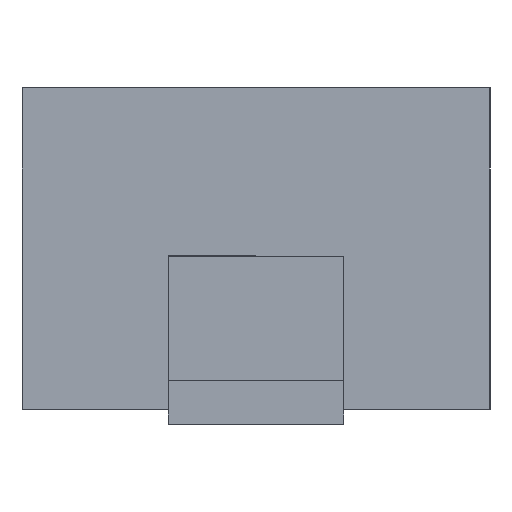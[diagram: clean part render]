
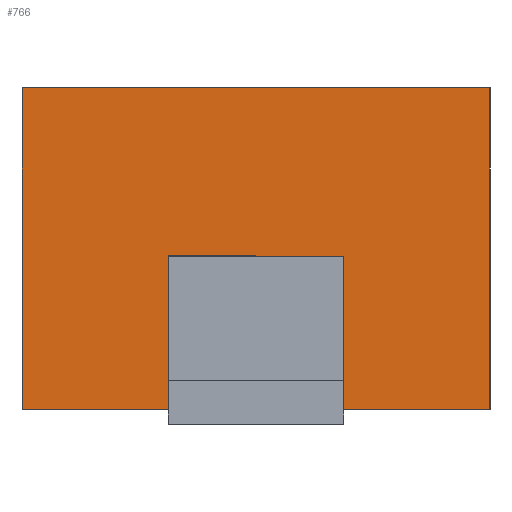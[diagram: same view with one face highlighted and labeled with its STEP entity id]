
A CAD part, left-side view. The second image highlights one B-rep face of the part: STEP entity #766.
In plain terms, the highlighted planar face has unit normal (-1, 0, 0).
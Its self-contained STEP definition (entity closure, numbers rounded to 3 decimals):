
#6 = CARTESIAN_POINT ( 'NONE',  ( -1.35, -0.3, 0.6 ) ) ;
#7 = DIRECTION ( 'NONE',  ( 0., -1., 0. ) ) ;
#8 = ORIENTED_EDGE ( 'NONE', *, *, #326, .F. ) ;
#12 = VECTOR ( 'NONE', #415, 1000. ) ;
#32 = CARTESIAN_POINT ( 'NONE',  ( -1.35, 0., 0.05 ) ) ;
#45 = ORIENTED_EDGE ( 'NONE', *, *, #645, .F. ) ;
#47 = DIRECTION ( 'NONE',  ( 0., -1., 0. ) ) ;
#53 = ORIENTED_EDGE ( 'NONE', *, *, #649, .T. ) ;
#76 = CARTESIAN_POINT ( 'NONE',  ( -1.35, 0.8, 0.6 ) ) ;
#93 = LINE ( 'NONE', #32, #449 ) ;
#100 = CARTESIAN_POINT ( 'NONE',  ( -1.35, -0.8, 0.6 ) ) ;
#107 = VECTOR ( 'NONE', #527, 1000. ) ;
#109 = EDGE_CURVE ( 'NONE', #260, #489, #621, .T. ) ;
#114 = CARTESIAN_POINT ( 'NONE',  ( -1.35, 0.3, 0.425 ) ) ;
#132 = CARTESIAN_POINT ( 'NONE',  ( -1.35, 0., 1.15 ) ) ;
#142 = EDGE_CURVE ( 'NONE', #268, #563, #93, .T. ) ;
#144 = LINE ( 'NONE', #796, #613 ) ;
#151 = VERTEX_POINT ( 'NONE', #114 ) ;
#162 = FACE_OUTER_BOUND ( 'NONE', #823, .T. ) ;
#164 = ORIENTED_EDGE ( 'NONE', *, *, #716, .F. ) ;
#202 = LINE ( 'NONE', #6, #215 ) ;
#213 = DIRECTION ( 'NONE',  ( 0., 0., 1. ) ) ;
#215 = VECTOR ( 'NONE', #213, 1000. ) ;
#246 = VERTEX_POINT ( 'NONE', #404 ) ;
#260 = VERTEX_POINT ( 'NONE', #466 ) ;
#268 = VERTEX_POINT ( 'NONE', #412 ) ;
#271 = VECTOR ( 'NONE', #530, 1000. ) ;
#287 = CARTESIAN_POINT ( 'NONE',  ( -1.35, 0.832, 1.172 ) ) ;
#290 = EDGE_LOOP ( 'NONE', ( #45, #8, #345, #632 ) ) ;
#296 = VECTOR ( 'NONE', #745, 1000. ) ;
#326 = EDGE_CURVE ( 'NONE', #151, #246, #144, .T. ) ;
#345 = ORIENTED_EDGE ( 'NONE', *, *, #633, .F. ) ;
#389 = CARTESIAN_POINT ( 'NONE',  ( -1.35, -0.8, 0.05 ) ) ;
#396 = LINE ( 'NONE', #474, #271 ) ;
#404 = CARTESIAN_POINT ( 'NONE',  ( -1.35, -0.3, 0.425 ) ) ;
#412 = CARTESIAN_POINT ( 'NONE',  ( -1.35, 0.8, 0.05 ) ) ;
#415 = DIRECTION ( 'NONE',  ( 0., 0., -1. ) ) ;
#440 = CARTESIAN_POINT ( 'NONE',  ( -1.35, 0.3, 0.575 ) ) ;
#449 = VECTOR ( 'NONE', #47, 1000. ) ;
#466 = CARTESIAN_POINT ( 'NONE',  ( -1.35, -0.3, 0.575 ) ) ;
#474 = CARTESIAN_POINT ( 'NONE',  ( -1.35, 0.3, 0.6 ) ) ;
#481 = FACE_BOUND ( 'NONE', #290, .T. ) ;
#489 = VERTEX_POINT ( 'NONE', #440 ) ;
#496 = CARTESIAN_POINT ( 'NONE',  ( -1.35, -0.8, 1.15 ) ) ;
#513 = VERTEX_POINT ( 'NONE', #588 ) ;
#516 = ORIENTED_EDGE ( 'NONE', *, *, #142, .T. ) ;
#527 = DIRECTION ( 'NONE',  ( 0., 1., 0. ) ) ;
#530 = DIRECTION ( 'NONE',  ( 0., 0., -1. ) ) ;
#535 = LINE ( 'NONE', #132, #107 ) ;
#541 = LINE ( 'NONE', #100, #296 ) ;
#548 = DIRECTION ( 'NONE',  ( -1., 0., 0. ) ) ;
#556 = PLANE ( 'NONE',  #653 ) ;
#563 = VERTEX_POINT ( 'NONE', #389 ) ;
#588 = CARTESIAN_POINT ( 'NONE',  ( -1.35, 0.8, 1.15 ) ) ;
#613 = VECTOR ( 'NONE', #7, 1000. ) ;
#619 = CARTESIAN_POINT ( 'NONE',  ( -1.35, 0., 0.575 ) ) ;
#621 = LINE ( 'NONE', #619, #657 ) ;
#632 = ORIENTED_EDGE ( 'NONE', *, *, #109, .F. ) ;
#633 = EDGE_CURVE ( 'NONE', #489, #151, #396, .T. ) ;
#645 = EDGE_CURVE ( 'NONE', #246, #260, #202, .T. ) ;
#649 = EDGE_CURVE ( 'NONE', #802, #513, #535, .T. ) ;
#653 = AXIS2_PLACEMENT_3D ( 'NONE', #287, #548, #805 ) ;
#654 = LINE ( 'NONE', #76, #12 ) ;
#657 = VECTOR ( 'NONE', #747, 1000. ) ;
#668 = ORIENTED_EDGE ( 'NONE', *, *, #697, .T. ) ;
#697 = EDGE_CURVE ( 'NONE', #513, #268, #654, .T. ) ;
#716 = EDGE_CURVE ( 'NONE', #802, #563, #541, .T. ) ;
#745 = DIRECTION ( 'NONE',  ( 0., 0., -1. ) ) ;
#747 = DIRECTION ( 'NONE',  ( 0., 1., 0. ) ) ;
#766 = ADVANCED_FACE ( 'NONE', ( #481, #162 ), #556, .T. ) ;
#796 = CARTESIAN_POINT ( 'NONE',  ( -1.35, 0., 0.425 ) ) ;
#802 = VERTEX_POINT ( 'NONE', #496 ) ;
#805 = DIRECTION ( 'NONE',  ( 0., 0., -1. ) ) ;
#823 = EDGE_LOOP ( 'NONE', ( #164, #53, #668, #516 ) ) ;
